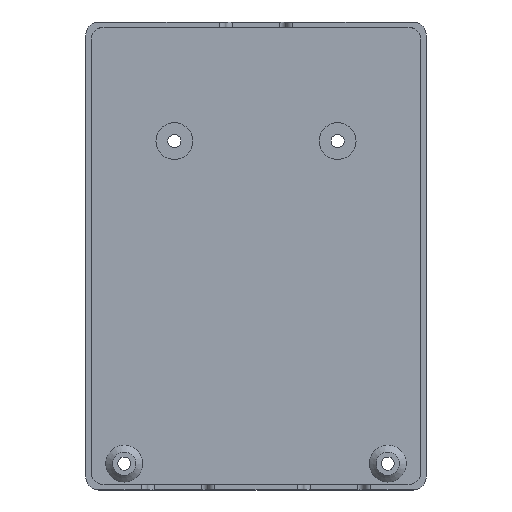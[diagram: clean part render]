
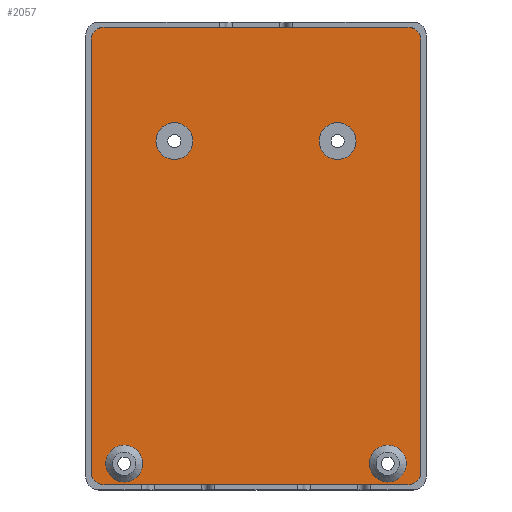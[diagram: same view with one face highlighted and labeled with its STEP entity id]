
A CAD part, top view. The second image highlights one B-rep face of the part: STEP entity #2057.
In plain terms, the highlighted planar face has unit normal (0, 0, 1).
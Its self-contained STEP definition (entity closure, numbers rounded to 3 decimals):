
#47=FACE_BOUND('',#354,.T.);
#48=FACE_BOUND('',#355,.T.);
#49=FACE_BOUND('',#356,.T.);
#50=FACE_BOUND('',#357,.T.);
#133=PLANE('',#2261);
#241=FACE_OUTER_BOUND('',#353,.T.);
#353=EDGE_LOOP('',(#1879,#1880,#1881,#1882,#1883,#1884,#1885,#1886));
#354=EDGE_LOOP('',(#1887));
#355=EDGE_LOOP('',(#1888));
#356=EDGE_LOOP('',(#1889));
#357=EDGE_LOOP('',(#1890));
#426=LINE('',#3028,#616);
#490=LINE('',#3357,#680);
#495=LINE('',#3367,#685);
#497=LINE('',#3374,#687);
#616=VECTOR('',#2446,10.);
#680=VECTOR('',#2680,10.);
#685=VECTOR('',#2691,10.);
#687=VECTOR('',#2699,10.);
#777=CIRCLE('',#2136,4.25);
#781=CIRCLE('',#2143,4.25);
#814=CIRCLE('',#2208,4.25);
#816=CIRCLE('',#2214,4.25);
#817=CIRCLE('',#2218,3.);
#818=CIRCLE('',#2221,3.);
#819=CIRCLE('',#2224,3.);
#820=CIRCLE('',#2226,3.);
#893=VERTEX_POINT('',#3025);
#894=VERTEX_POINT('',#3027);
#897=VERTEX_POINT('',#3037);
#901=VERTEX_POINT('',#3050);
#984=VERTEX_POINT('',#3335);
#988=VERTEX_POINT('',#3350);
#989=VERTEX_POINT('',#3355);
#990=VERTEX_POINT('',#3356);
#991=VERTEX_POINT('',#3361);
#992=VERTEX_POINT('',#3365);
#993=VERTEX_POINT('',#3369);
#994=VERTEX_POINT('',#3373);
#1118=EDGE_CURVE('',#894,#893,#426,.T.);
#1124=EDGE_CURVE('',#897,#897,#777,.T.);
#1130=EDGE_CURVE('',#901,#901,#781,.T.);
#1244=EDGE_CURVE('',#984,#984,#814,.T.);
#1251=EDGE_CURVE('',#988,#988,#816,.T.);
#1252=EDGE_CURVE('',#989,#990,#490,.T.);
#1255=EDGE_CURVE('',#990,#991,#817,.T.);
#1258=EDGE_CURVE('',#991,#992,#495,.T.);
#1259=EDGE_CURVE('',#992,#993,#818,.T.);
#1261=EDGE_CURVE('',#993,#994,#497,.T.);
#1263=EDGE_CURVE('',#994,#894,#819,.T.);
#1264=EDGE_CURVE('',#893,#989,#820,.T.);
#1879=ORIENTED_EDGE('',*,*,#1252,.T.);
#1880=ORIENTED_EDGE('',*,*,#1255,.T.);
#1881=ORIENTED_EDGE('',*,*,#1258,.T.);
#1882=ORIENTED_EDGE('',*,*,#1259,.T.);
#1883=ORIENTED_EDGE('',*,*,#1261,.T.);
#1884=ORIENTED_EDGE('',*,*,#1263,.T.);
#1885=ORIENTED_EDGE('',*,*,#1118,.T.);
#1886=ORIENTED_EDGE('',*,*,#1264,.T.);
#1887=ORIENTED_EDGE('',*,*,#1130,.T.);
#1888=ORIENTED_EDGE('',*,*,#1244,.T.);
#1889=ORIENTED_EDGE('',*,*,#1124,.T.);
#1890=ORIENTED_EDGE('',*,*,#1251,.T.);
#2057=ADVANCED_FACE('',(#241,#47,#48,#49,#50),#133,.T.);
#2136=AXIS2_PLACEMENT_3D('',#3039,#2458,#2459);
#2143=AXIS2_PLACEMENT_3D('',#3052,#2474,#2475);
#2208=AXIS2_PLACEMENT_3D('',#3337,#2657,#2658);
#2214=AXIS2_PLACEMENT_3D('',#3352,#2674,#2675);
#2218=AXIS2_PLACEMENT_3D('',#3362,#2685,#2686);
#2221=AXIS2_PLACEMENT_3D('',#3370,#2694,#2695);
#2224=AXIS2_PLACEMENT_3D('',#3377,#2703,#2704);
#2226=AXIS2_PLACEMENT_3D('',#3379,#2707,#2708);
#2261=AXIS2_PLACEMENT_3D('',#3496,#2831,#2832);
#2446=DIRECTION('',(-1.,0.,0.));
#2458=DIRECTION('center_axis',(0.,0.,-1.));
#2459=DIRECTION('ref_axis',(1.,0.,0.));
#2474=DIRECTION('center_axis',(0.,0.,-1.));
#2475=DIRECTION('ref_axis',(1.,0.,0.));
#2657=DIRECTION('center_axis',(0.,0.,-1.));
#2658=DIRECTION('ref_axis',(1.,0.,0.));
#2674=DIRECTION('center_axis',(0.,0.,-1.));
#2675=DIRECTION('ref_axis',(1.,0.,0.));
#2680=DIRECTION('',(0.,-1.,0.));
#2685=DIRECTION('center_axis',(0.,0.,1.));
#2686=DIRECTION('ref_axis',(-1.,0.,0.));
#2691=DIRECTION('',(1.,0.,0.));
#2694=DIRECTION('center_axis',(0.,0.,1.));
#2695=DIRECTION('ref_axis',(0.,-1.,0.));
#2699=DIRECTION('',(0.,1.,0.));
#2703=DIRECTION('center_axis',(0.,0.,1.));
#2704=DIRECTION('ref_axis',(1.,0.,0.));
#2707=DIRECTION('center_axis',(0.,0.,1.));
#2708=DIRECTION('ref_axis',(0.,1.,0.));
#2831=DIRECTION('center_axis',(0.,0.,1.));
#2832=DIRECTION('ref_axis',(1.,0.,0.));
#3025=CARTESIAN_POINT('',(-35.06,52.77,0.));
#3027=CARTESIAN_POINT('',(35.06,52.77,0.));
#3028=CARTESIAN_POINT('',(-17.53,52.77,0.));
#3037=CARTESIAN_POINT('',(26.15,-47.9,0.));
#3039=CARTESIAN_POINT('Origin',(30.4,-47.9,0.));
#3050=CARTESIAN_POINT('',(-34.65,-47.9,0.));
#3052=CARTESIAN_POINT('Origin',(-30.4,-47.9,0.));
#3335=CARTESIAN_POINT('',(-23.08,26.51,0.));
#3337=CARTESIAN_POINT('Origin',(-18.83,26.51,0.));
#3350=CARTESIAN_POINT('',(14.58,26.51,0.));
#3352=CARTESIAN_POINT('Origin',(18.83,26.51,0.));
#3355=CARTESIAN_POINT('',(-38.06,49.77,0.));
#3356=CARTESIAN_POINT('',(-38.06,-49.77,0.));
#3357=CARTESIAN_POINT('',(-38.06,-24.885,0.));
#3361=CARTESIAN_POINT('',(-35.06,-52.77,0.));
#3362=CARTESIAN_POINT('Origin',(-35.06,-49.77,0.));
#3365=CARTESIAN_POINT('',(35.06,-52.77,0.));
#3367=CARTESIAN_POINT('',(17.53,-52.77,0.));
#3369=CARTESIAN_POINT('',(38.06,-49.77,0.));
#3370=CARTESIAN_POINT('Origin',(35.06,-49.77,0.));
#3373=CARTESIAN_POINT('',(38.06,49.77,0.));
#3374=CARTESIAN_POINT('',(38.06,24.885,0.));
#3377=CARTESIAN_POINT('Origin',(35.06,49.77,0.));
#3379=CARTESIAN_POINT('Origin',(-35.06,49.77,0.));
#3496=CARTESIAN_POINT('Origin',(0.,0.,0.));
